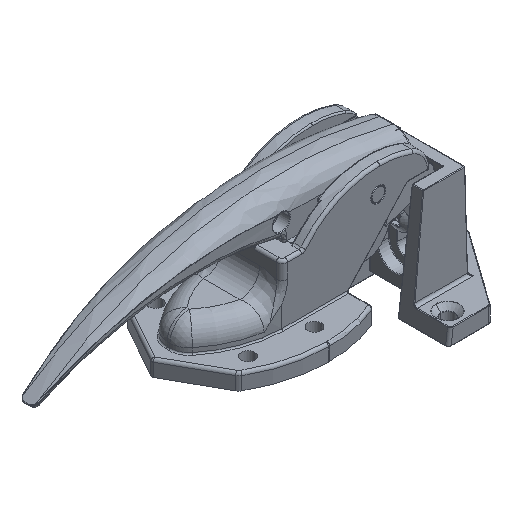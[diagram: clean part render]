
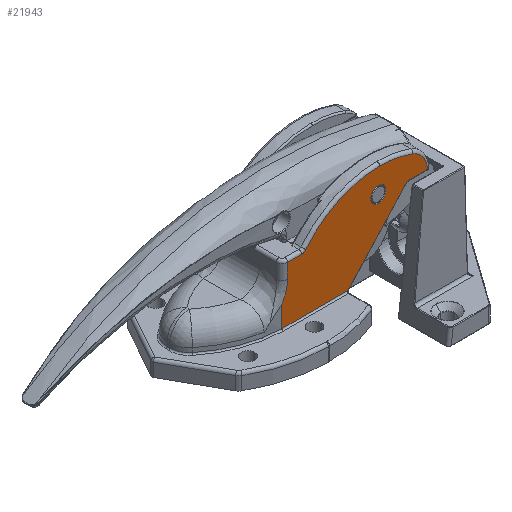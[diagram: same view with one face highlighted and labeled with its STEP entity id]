
A CAD part, isometric view. The second image highlights one B-rep face of the part: STEP entity #21943.
In plain terms, the highlighted planar face has unit normal (0, -1, 0).
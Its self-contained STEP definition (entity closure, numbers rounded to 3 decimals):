
#4400 = CARTESIAN_POINT ( 'NONE',  ( 38.599, -14.5, 27.8 ) ) ;
#17413 = CARTESIAN_POINT ( 'NONE',  ( 38.599, -14.5, 33.2 ) ) ;
#17449 = DIRECTION ( 'NONE',  ( 0., 0., 1. ) ) ;
#17450 = DIRECTION ( 'NONE',  ( 0., 1., 0. ) ) ;
#17451 = CARTESIAN_POINT ( 'NONE',  ( 38.599, -14.5, 30.5 ) ) ;
#17452 = AXIS2_PLACEMENT_3D ( 'NONE', #17451, #17450, #17449 ) ;
#17462 = CIRCLE ( 'NONE', #17452, 2.7 ) ;
#17661 = CIRCLE ( 'NONE', #17697, 34.015 ) ;
#17685 = CARTESIAN_POINT ( 'NONE',  ( 12.672, -14.5, 26.439 ) ) ;
#17689 = CARTESIAN_POINT ( 'NONE',  ( 39.068, -14.5, 39. ) ) ;
#17691 = DIRECTION ( 'NONE',  ( 0., 0., 1. ) ) ;
#17692 = DIRECTION ( 'NONE',  ( 0., -1., 0. ) ) ;
#17697 = AXIS2_PLACEMENT_3D ( 'NONE', #17702, #17692, #17691 ) ;
#17702 = CARTESIAN_POINT ( 'NONE',  ( 39.068, -14.5, 4.985 ) ) ;
#21875 = VERTEX_POINT ( 'NONE', #33645 ) ;
#21878 = EDGE_CURVE ( 'NONE', #21954, #21953, #33635, .T. ) ;
#21882 = EDGE_LOOP ( 'NONE', ( #21945, #21947 ) ) ;
#21885 = EDGE_CURVE ( 'NONE', #23311, #27537, #33640, .T. ) ;
#21887 = VERTEX_POINT ( 'NONE', #33625 ) ;
#21919 = ORIENTED_EDGE ( 'NONE', *, *, #21942, .T. ) ;
#21920 = EDGE_CURVE ( 'NONE', #21935, #21887, #33733, .T. ) ;
#21922 = ORIENTED_EDGE ( 'NONE', *, *, #21920, .F. ) ;
#21930 = EDGE_CURVE ( 'NONE', #21950, #27660, #33700, .T. ) ;
#21931 = EDGE_CURVE ( 'NONE', #27663, #21875, #33775, .T. ) ;
#21932 = ORIENTED_EDGE ( 'NONE', *, *, #21940, .T. ) ;
#21933 = ORIENTED_EDGE ( 'NONE', *, *, #21930, .T. ) ;
#21934 = VERTEX_POINT ( 'NONE', #33725 ) ;
#21935 = VERTEX_POINT ( 'NONE', #33776 ) ;
#21936 = VERTEX_POINT ( 'NONE', #33772 ) ;
#21937 = ORIENTED_EDGE ( 'NONE', *, *, #21931, .T. ) ;
#21938 = EDGE_CURVE ( 'NONE', #21875, #21934, #33778, .T. ) ;
#21939 = ORIENTED_EDGE ( 'NONE', *, *, #21938, .T. ) ;
#21940 = EDGE_CURVE ( 'NONE', #21934, #21936, #33755, .T. ) ;
#21942 = EDGE_CURVE ( 'NONE', #21935, #21946, #33539, .T. ) ;
#21943 = ADVANCED_FACE ( 'NONE', ( #33770, #33766 ), #33753, .F. ) ;
#21944 = EDGE_CURVE ( 'NONE', #21946, #21954, #33821, .T. ) ;
#21945 = ORIENTED_EDGE ( 'NONE', *, *, #27536, .T. ) ;
#21946 = VERTEX_POINT ( 'NONE', #33824 ) ;
#21947 = ORIENTED_EDGE ( 'NONE', *, *, #21885, .T. ) ;
#21948 = EDGE_LOOP ( 'NONE', ( #21949, #21956, #21955, #21933, #21951, #21937, #21939, #21932, #21958, #21922, #21919 ) ) ;
#21949 = ORIENTED_EDGE ( 'NONE', *, *, #21944, .T. ) ;
#21950 = VERTEX_POINT ( 'NONE', #33816 ) ;
#21951 = ORIENTED_EDGE ( 'NONE', *, *, #27657, .T. ) ;
#21953 = VERTEX_POINT ( 'NONE', #33815 ) ;
#21954 = VERTEX_POINT ( 'NONE', #33811 ) ;
#21955 = ORIENTED_EDGE ( 'NONE', *, *, #21957, .T. ) ;
#21956 = ORIENTED_EDGE ( 'NONE', *, *, #21878, .T. ) ;
#21957 = EDGE_CURVE ( 'NONE', #21953, #21950, #33823, .T. ) ;
#21958 = ORIENTED_EDGE ( 'NONE', *, *, #22005, .T. ) ;
#22005 = EDGE_CURVE ( 'NONE', #21936, #21887, #33855, .T. ) ;
#23311 = VERTEX_POINT ( 'NONE', #4400 ) ;
#27536 = EDGE_CURVE ( 'NONE', #27537, #23311, #17462, .T. ) ;
#27537 = VERTEX_POINT ( 'NONE', #17413 ) ;
#27657 = EDGE_CURVE ( 'NONE', #27660, #27663, #17661, .T. ) ;
#27660 = VERTEX_POINT ( 'NONE', #17689 ) ;
#27663 = VERTEX_POINT ( 'NONE', #17685 ) ;
#33493 = DIRECTION ( 'NONE',  ( 0., 0., -1. ) ) ;
#33495 = VECTOR ( 'NONE', #33493, 1000. ) ;
#33527 = DIRECTION ( 'NONE',  ( 1., 0., 0. ) ) ;
#33528 = VECTOR ( 'NONE', #33527, 1000. ) ;
#33538 = CARTESIAN_POINT ( 'NONE',  ( 27.9, -14.5, 6.2 ) ) ;
#33539 = LINE ( 'NONE', #33538, #33528 ) ;
#33590 = AXIS2_PLACEMENT_3D ( 'NONE', #33631, #33671, #33670 ) ;
#33625 = CARTESIAN_POINT ( 'NONE',  ( 4.1, -14.5, 13.771 ) ) ;
#33631 = CARTESIAN_POINT ( 'NONE',  ( 38.599, -14.5, 30.5 ) ) ;
#33632 = DIRECTION ( 'NONE',  ( 1., 0., 0. ) ) ;
#33633 = VECTOR ( 'NONE', #33632, 1000. ) ;
#33634 = CARTESIAN_POINT ( 'NONE',  ( -21.9, -14.5, 29.5 ) ) ;
#33635 = LINE ( 'NONE', #33634, #33633 ) ;
#33640 = CIRCLE ( 'NONE', #33590, 2.7 ) ;
#33645 = CARTESIAN_POINT ( 'NONE',  ( 11.12, -14.5, 25.7 ) ) ;
#33670 = DIRECTION ( 'NONE',  ( 0., 0., 1. ) ) ;
#33671 = DIRECTION ( 'NONE',  ( 0., 1., 0. ) ) ;
#33700 = CIRCLE ( 'NONE', #33724, 34.015 ) ;
#33724 = AXIS2_PLACEMENT_3D ( 'NONE', #33784, #33774, #33773 ) ;
#33725 = CARTESIAN_POINT ( 'NONE',  ( 6.1, -14.5, 25.7 ) ) ;
#33726 = VECTOR ( 'NONE', #33751, 1000. ) ;
#33733 = LINE ( 'NONE', #33752, #33726 ) ;
#33751 = DIRECTION ( 'NONE',  ( 0., 0., 1. ) ) ;
#33752 = CARTESIAN_POINT ( 'NONE',  ( 4.1, -14.5, -22.497 ) ) ;
#33753 = PLANE ( 'NONE',  #33771 ) ;
#33754 = CARTESIAN_POINT ( 'NONE',  ( 6.1, -14.5, 40. ) ) ;
#33755 = LINE ( 'NONE', #33754, #33495 ) ;
#33756 = DIRECTION ( 'NONE',  ( 0., 0., 1. ) ) ;
#33757 = DIRECTION ( 'NONE',  ( 0., 1., 0. ) ) ;
#33758 = CARTESIAN_POINT ( 'NONE',  ( -21.9, -14.5, 40. ) ) ;
#33759 = DIRECTION ( 'NONE',  ( -1., 0., 0. ) ) ;
#33760 = VECTOR ( 'NONE', #33759, 1000. ) ;
#33761 = CARTESIAN_POINT ( 'NONE',  ( -21.9, -14.5, 25.7 ) ) ;
#33766 = FACE_OUTER_BOUND ( 'NONE', #21948, .T. ) ;
#33767 = DIRECTION ( 'NONE',  ( 0., 0., 1. ) ) ;
#33768 = DIRECTION ( 'NONE',  ( 0., 1., 0. ) ) ;
#33769 = CARTESIAN_POINT ( 'NONE',  ( 11.12, -14.5, 27.7 ) ) ;
#33770 = FACE_BOUND ( 'NONE', #21882, .T. ) ;
#33771 = AXIS2_PLACEMENT_3D ( 'NONE', #33758, #33757, #33756 ) ;
#33772 = CARTESIAN_POINT ( 'NONE',  ( 6.1, -14.5, 20.442 ) ) ;
#33773 = DIRECTION ( 'NONE',  ( 0., 0., 1. ) ) ;
#33774 = DIRECTION ( 'NONE',  ( 0., -1., 0. ) ) ;
#33775 = CIRCLE ( 'NONE', #33777, 2. ) ;
#33776 = CARTESIAN_POINT ( 'NONE',  ( 4.1, -14.5, 6.2 ) ) ;
#33777 = AXIS2_PLACEMENT_3D ( 'NONE', #33769, #33768, #33767 ) ;
#33778 = LINE ( 'NONE', #33761, #33760 ) ;
#33784 = CARTESIAN_POINT ( 'NONE',  ( 39.068, -14.5, 4.985 ) ) ;
#33804 = DIRECTION ( 'NONE',  ( 0., 0., 1. ) ) ;
#33805 = DIRECTION ( 'NONE',  ( 0., -1., 0. ) ) ;
#33811 = CARTESIAN_POINT ( 'NONE',  ( 48.879, -14.5, 29.5 ) ) ;
#33814 = AXIS2_PLACEMENT_3D ( 'NONE', #33817, #33805, #33804 ) ;
#33815 = CARTESIAN_POINT ( 'NONE',  ( 56.099, -14.5, 29.5 ) ) ;
#33816 = CARTESIAN_POINT ( 'NONE',  ( 50.877, -14.5, 36.884 ) ) ;
#33817 = CARTESIAN_POINT ( 'NONE',  ( 48.1, -14.5, 29.382 ) ) ;
#33818 = DIRECTION ( 'NONE',  ( 0.673, 0., 0.74 ) ) ;
#33819 = VECTOR ( 'NONE', #33818, 1000. ) ;
#33820 = CARTESIAN_POINT ( 'NONE',  ( 22.049, -14.5, 0.012 ) ) ;
#33821 = LINE ( 'NONE', #33820, #33819 ) ;
#33823 = CIRCLE ( 'NONE', #33814, 8. ) ;
#33824 = CARTESIAN_POINT ( 'NONE',  ( 27.679, -14.5, 6.2 ) ) ;
#33855 = B_SPLINE_CURVE_WITH_KNOTS ( 'NONE', 3,
 ( #33897, #33896, #33895, #33894, #33893, #33892, #33891, #33890 ),
 .UNSPECIFIED., .F., .F.,
 ( 4, 2, 2, 4 ),
 ( 0., 0.003, 0.005, 0.007 ),
 .UNSPECIFIED. ) ;
#33890 = CARTESIAN_POINT ( 'NONE',  ( 4.1, -14.5, 13.771 ) ) ;
#33891 = CARTESIAN_POINT ( 'NONE',  ( 4.403, -14.5, 14.279 ) ) ;
#33892 = CARTESIAN_POINT ( 'NONE',  ( 4.681, -14.5, 14.8 ) ) ;
#33893 = CARTESIAN_POINT ( 'NONE',  ( 5.173, -14.5, 15.874 ) ) ;
#33894 = CARTESIAN_POINT ( 'NONE',  ( 5.387, -14.5, 16.428 ) ) ;
#33895 = CARTESIAN_POINT ( 'NONE',  ( 5.908, -14.5, 18.105 ) ) ;
#33896 = CARTESIAN_POINT ( 'NONE',  ( 6.1, -14.5, 19.254 ) ) ;
#33897 = CARTESIAN_POINT ( 'NONE',  ( 6.1, -14.5, 20.442 ) ) ;
